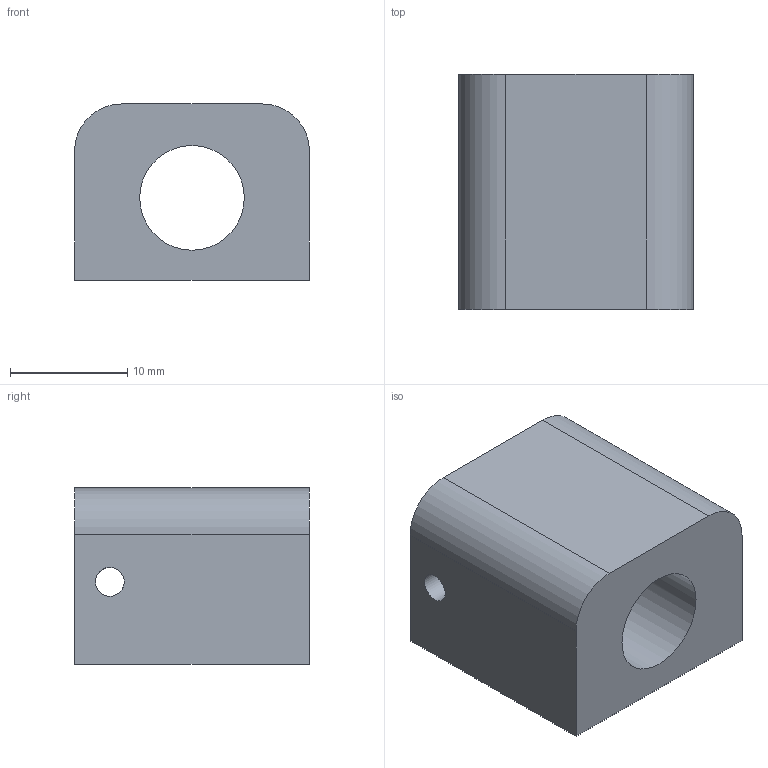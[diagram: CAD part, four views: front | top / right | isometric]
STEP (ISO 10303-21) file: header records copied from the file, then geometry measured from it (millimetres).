
FILE_DESCRIPTION( ( 'Unknown' ), '1' );
FILE_NAME( 'Support capteur M10.stp', 'Unknown', ( 'Unknown' ), ( 'Unknown' ), 'PSStep 16.0.42', 'Unknown', ' ' );
FILE_SCHEMA( ( 'AUTOMOTIVE_DESIGN { 1 0 10303 214 1 1 1 1 }' ) );
Length unit declared in the file: metre
Products named in the file (1): 1
Bounding box: 20 x 20 x 15 mm (x, y, z)
Volume: 4495.7 mm3; surface area: 2548.4 mm2
Topology: 1 solids, 1 shells, 17 faces, 48 edges, 33 vertices
Faces by surface type: cylinder 9, plane 6, cone 2
Full cylindrical faces by diameter (mm): 2.013 x4, 2.459 x2, 8.917 x1
Entity records: 676 total; most frequent: CARTESIAN_POINT 148, DIRECTION 78, ORIENTED_EDGE 60, AXIS2_PLACEMENT_3D 32, EDGE_LOOP 32, EDGE_CURVE 30, VERTEX_POINT 26, FACE_OUTER_BOUND 24
